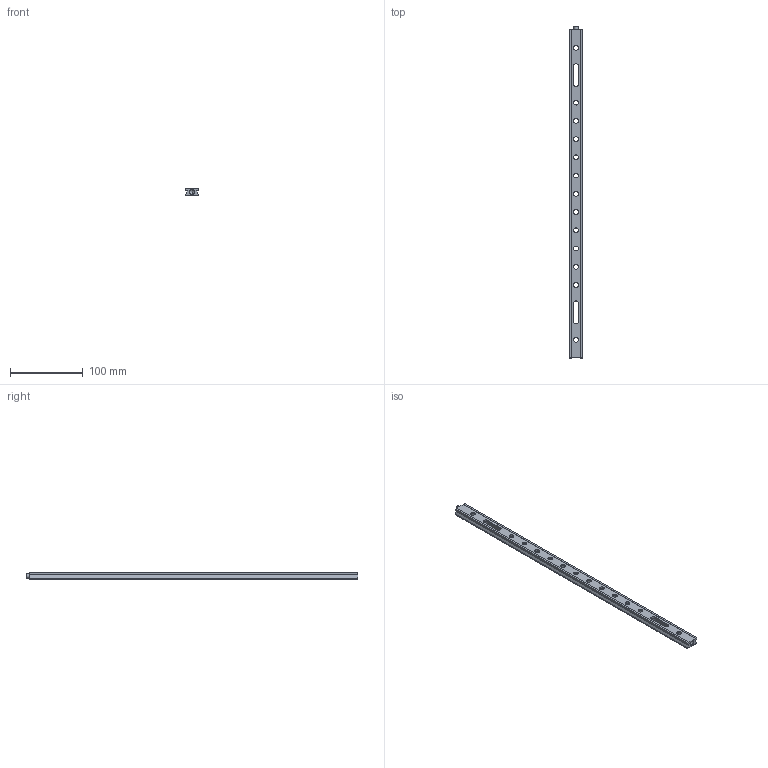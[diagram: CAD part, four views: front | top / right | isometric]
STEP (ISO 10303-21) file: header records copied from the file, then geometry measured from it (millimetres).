
FILE_DESCRIPTION (( 'STEP AP203' ), '1' );
FILE_NAME ('CSOB-450.STEP', '2025-08-28T03:02:57', ( '' ), ( '' ), 'SwSTEP 2.0', 'SolidWorks 2020', '' );
FILE_SCHEMA (( 'CONFIG_CONTROL_DESIGN' ));
Length unit declared in the file: millimetre
Products named in the file (1): CSOB-450
Bounding box: 19 x 455 x 9.6 mm (x, y, z)
Volume: 52888.1 mm3; surface area: 34018.6 mm2
Topology: 2 solids, 2 shells, 2406 faces, 8114 edges, 5947 vertices
Faces by surface type: plane 2255, bspline 73, cylinder 66, cone 12
Entity records: 108085 total; most frequent: CARTESIAN_POINT 38913, ORIENTED_EDGE 16220, DIRECTION 11507, EDGE_CURVE 8110, VECTOR 6559, LINE 6559, VERTEX_POINT 5947, EDGE_LOOP 2675
